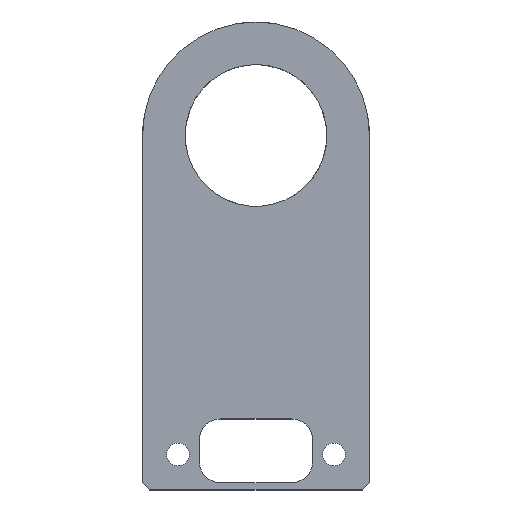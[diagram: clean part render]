
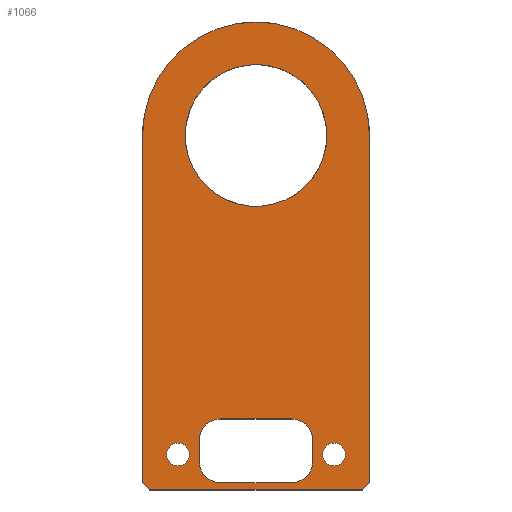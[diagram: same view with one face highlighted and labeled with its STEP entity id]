
A CAD part, top view. The second image highlights one B-rep face of the part: STEP entity #1066.
In plain terms, the highlighted planar face has unit normal (0, 0, 1).
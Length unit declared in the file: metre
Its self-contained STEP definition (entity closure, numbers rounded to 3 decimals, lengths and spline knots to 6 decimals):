
#30=CIRCLE('',#1139,0.01);
#34=CIRCLE('',#1144,0.016);
#36=CIRCLE('',#1147,0.003);
#38=CIRCLE('',#1150,0.003);
#39=CIRCLE('',#1152,0.0016);
#40=CIRCLE('',#1153,0.0016);
#41=CIRCLE('',#1154,0.003);
#42=CIRCLE('',#1155,0.003);
#167=ORIENTED_EDGE('',*,*,#449,.T.);
#168=ORIENTED_EDGE('',*,*,#450,.T.);
#169=ORIENTED_EDGE('',*,*,#432,.T.);
#170=ORIENTED_EDGE('',*,*,#451,.T.);
#171=ORIENTED_EDGE('',*,*,#452,.T.);
#172=ORIENTED_EDGE('',*,*,#453,.T.);
#173=ORIENTED_EDGE('',*,*,#442,.T.);
#174=ORIENTED_EDGE('',*,*,#454,.F.);
#175=ORIENTED_EDGE('',*,*,#455,.T.);
#176=ORIENTED_EDGE('',*,*,#448,.F.);
#177=ORIENTED_EDGE('',*,*,#456,.T.);
#178=ORIENTED_EDGE('',*,*,#444,.F.);
#179=ORIENTED_EDGE('',*,*,#410,.F.);
#180=ORIENTED_EDGE('',*,*,#457,.F.);
#181=ORIENTED_EDGE('',*,*,#458,.F.);
#182=ORIENTED_EDGE('',*,*,#459,.F.);
#183=ORIENTED_EDGE('',*,*,#420,.T.);
#410=EDGE_CURVE('',#555,#556,#668,.T.);
#420=EDGE_CURVE('',#566,#565,#678,.T.);
#432=EDGE_CURVE('',#577,#577,#30,.F.);
#442=EDGE_CURVE('',#580,#583,#34,.T.);
#444=EDGE_CURVE('',#556,#585,#36,.T.);
#448=EDGE_CURVE('',#587,#565,#38,.T.);
#449=EDGE_CURVE('',#588,#588,#39,.F.);
#450=EDGE_CURVE('',#589,#589,#40,.F.);
#451=EDGE_CURVE('',#590,#591,#690,.T.);
#452=EDGE_CURVE('',#591,#592,#691,.F.);
#453=EDGE_CURVE('',#592,#580,#692,.T.);
#454=EDGE_CURVE('',#593,#583,#693,.T.);
#455=EDGE_CURVE('',#593,#590,#694,.T.);
#456=EDGE_CURVE('',#587,#585,#695,.T.);
#457=EDGE_CURVE('',#594,#555,#41,.T.);
#458=EDGE_CURVE('',#595,#594,#696,.T.);
#459=EDGE_CURVE('',#566,#595,#42,.T.);
#555=VERTEX_POINT('',#1576);
#556=VERTEX_POINT('',#1578);
#565=VERTEX_POINT('',#1597);
#566=VERTEX_POINT('',#1599);
#577=VERTEX_POINT('',#1657);
#580=VERTEX_POINT('',#1686);
#583=VERTEX_POINT('',#1693);
#585=VERTEX_POINT('',#1699);
#587=VERTEX_POINT('',#1705);
#588=VERTEX_POINT('',#1709);
#589=VERTEX_POINT('',#1711);
#590=VERTEX_POINT('',#1713);
#591=VERTEX_POINT('',#1714);
#592=VERTEX_POINT('',#1716);
#593=VERTEX_POINT('',#1719);
#594=VERTEX_POINT('',#1723);
#595=VERTEX_POINT('',#1725);
#668=LINE('',#1577,#756);
#678=LINE('',#1598,#766);
#690=LINE('',#1712,#778);
#691=LINE('',#1715,#779);
#692=LINE('',#1717,#780);
#693=LINE('',#1718,#781);
#694=LINE('',#1720,#782);
#695=LINE('',#1721,#783);
#696=LINE('',#1724,#784);
#756=VECTOR('',#1256,1.);
#766=VECTOR('',#1268,1.);
#778=VECTOR('',#1320,1.);
#779=VECTOR('',#1321,1.);
#780=VECTOR('',#1322,1.);
#781=VECTOR('',#1323,1.);
#782=VECTOR('',#1324,1.);
#783=VECTOR('',#1325,1.);
#784=VECTOR('',#1328,1.);
#851=EDGE_LOOP('',(#167));
#852=EDGE_LOOP('',(#168));
#853=EDGE_LOOP('',(#169));
#854=EDGE_LOOP('',(#170,#171,#172,#173,#174,#175));
#855=EDGE_LOOP('',(#176,#177,#178,#179,#180,#181,#182,#183));
#945=FACE_BOUND('',#851,.T.);
#946=FACE_BOUND('',#852,.T.);
#947=FACE_BOUND('',#853,.T.);
#948=FACE_BOUND('',#854,.T.);
#949=FACE_BOUND('',#855,.T.);
#1034=PLANE('',#1151);
#1066=ADVANCED_FACE('',(#945,#946,#947,#948,#949),#1034,.T.);
#1139=AXIS2_PLACEMENT_3D('',#1656,#1284,#1285);
#1144=AXIS2_PLACEMENT_3D('',#1694,#1298,#1299);
#1147=AXIS2_PLACEMENT_3D('',#1698,#1304,#1305);
#1150=AXIS2_PLACEMENT_3D('',#1706,#1312,#1313);
#1151=AXIS2_PLACEMENT_3D('',#1707,#1314,#1315);
#1152=AXIS2_PLACEMENT_3D('',#1708,#1316,#1317);
#1153=AXIS2_PLACEMENT_3D('',#1710,#1318,#1319);
#1154=AXIS2_PLACEMENT_3D('',#1722,#1326,#1327);
#1155=AXIS2_PLACEMENT_3D('',#1726,#1329,#1330);
#1256=DIRECTION('',(0.,-1.,0.));
#1268=DIRECTION('',(0.,-1.,0.));
#1284=DIRECTION('',(0.,0.,1.));
#1285=DIRECTION('',(1.,0.,0.));
#1298=DIRECTION('',(0.,0.,1.));
#1299=DIRECTION('',(1.,0.,0.));
#1304=DIRECTION('',(0.,0.,1.));
#1305=DIRECTION('',(1.,0.,0.));
#1312=DIRECTION('',(0.,0.,1.));
#1313=DIRECTION('',(1.,0.,0.));
#1314=DIRECTION('',(0.,0.,1.));
#1315=DIRECTION('',(1.,0.,0.));
#1316=DIRECTION('',(0.,0.,1.));
#1317=DIRECTION('',(1.,0.,0.));
#1318=DIRECTION('',(0.,0.,1.));
#1319=DIRECTION('',(1.,0.,0.));
#1320=DIRECTION('',(1.,0.,0.));
#1321=DIRECTION('',(-0.707,-0.707,0.));
#1322=DIRECTION('',(0.,1.,0.));
#1323=DIRECTION('',(0.,1.,0.));
#1324=DIRECTION('',(0.707,-0.707,0.));
#1325=DIRECTION('',(-1.,0.,0.));
#1326=DIRECTION('',(0.,0.,1.));
#1327=DIRECTION('',(1.,0.,0.));
#1328=DIRECTION('',(-1.,0.,0.));
#1329=DIRECTION('',(0.,0.,1.));
#1330=DIRECTION('',(1.,0.,0.));
#1576=CARTESIAN_POINT('',(-0.008,0.007,0.009));
#1577=CARTESIAN_POINT('',(-0.008,0.033,0.009));
#1578=CARTESIAN_POINT('',(-0.008,0.004,0.009));
#1597=CARTESIAN_POINT('',(0.008,0.004,0.009));
#1598=CARTESIAN_POINT('',(0.008,0.033,0.009));
#1599=CARTESIAN_POINT('',(0.008,0.007,0.009));
#1656=CARTESIAN_POINT('',(0.,0.05,0.009));
#1657=CARTESIAN_POINT('',(0.01,0.05,0.009));
#1686=CARTESIAN_POINT('',(0.016,0.05,0.009));
#1693=CARTESIAN_POINT('',(-0.016,0.05,0.009));
#1694=CARTESIAN_POINT('',(0.,0.05,0.009));
#1698=CARTESIAN_POINT('',(-0.005,0.004,0.009));
#1699=CARTESIAN_POINT('',(-0.005,0.001,0.009));
#1705=CARTESIAN_POINT('',(0.005,0.001,0.009));
#1706=CARTESIAN_POINT('',(0.005,0.004,0.009));
#1707=CARTESIAN_POINT('',(0.,0.033,0.009));
#1708=CARTESIAN_POINT('',(-0.011,0.005,0.009));
#1709=CARTESIAN_POINT('',(-0.0094,0.005,0.009));
#1710=CARTESIAN_POINT('',(0.011,0.005,0.009));
#1711=CARTESIAN_POINT('',(0.0126,0.005,0.009));
#1712=CARTESIAN_POINT('',(-0.008,0.,0.009));
#1713=CARTESIAN_POINT('',(-0.015,0.,0.009));
#1714=CARTESIAN_POINT('',(0.015,0.,0.009));
#1715=CARTESIAN_POINT('',(0.024,0.009,0.009));
#1716=CARTESIAN_POINT('',(0.016,0.001,0.009));
#1717=CARTESIAN_POINT('',(0.016,0.025,0.009));
#1718=CARTESIAN_POINT('',(-0.016,0.025,0.009));
#1719=CARTESIAN_POINT('',(-0.016,0.001,0.009));
#1720=CARTESIAN_POINT('',(-0.024,0.009,0.009));
#1721=CARTESIAN_POINT('',(0.,0.001,0.009));
#1722=CARTESIAN_POINT('',(-0.005,0.007,0.009));
#1723=CARTESIAN_POINT('',(-0.005,0.01,0.009));
#1724=CARTESIAN_POINT('',(0.,0.01,0.009));
#1725=CARTESIAN_POINT('',(0.005,0.01,0.009));
#1726=CARTESIAN_POINT('',(0.005,0.007,0.009));
